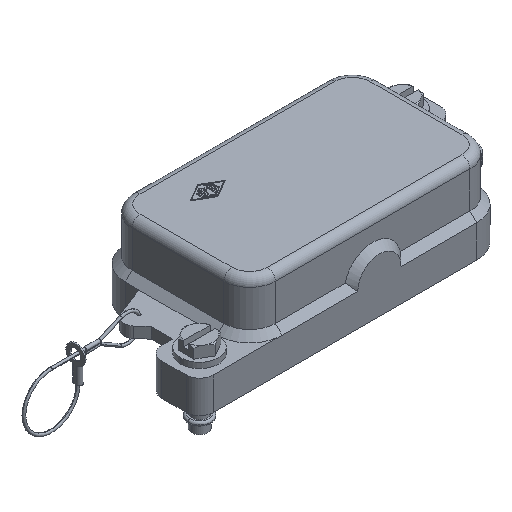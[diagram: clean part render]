
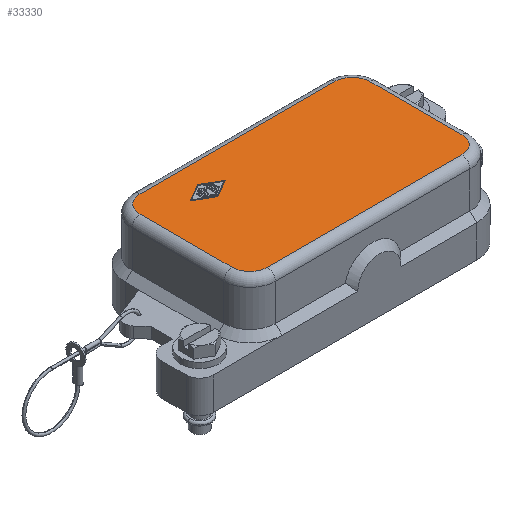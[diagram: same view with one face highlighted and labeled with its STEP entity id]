
A CAD part, isometric view. The second image highlights one B-rep face of the part: STEP entity #33330.
In plain terms, the highlighted planar face has unit normal (0, 0, 1).
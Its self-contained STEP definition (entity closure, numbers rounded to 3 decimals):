
#5680=CARTESIAN_POINT('',(30.,23.5,31.));
#5690=VERTEX_POINT('',#5680);
#5720=CARTESIAN_POINT('',(-42.,23.5,31.));
#5730=DIRECTION('',(1.,0.,0.));
#5740=VECTOR('',#5730,84.);
#5750=LINE('',#5720,#5740);
#5760=CARTESIAN_POINT('',(-42.,23.5,31.));
#5770=VERTEX_POINT('',#5760);
#5780=EDGE_CURVE('',#5770,#5690,#5750,.T.);
#6170=CARTESIAN_POINT('',(-48.5,17.,31.));
#6180=VERTEX_POINT('',#6170);
#6210=CARTESIAN_POINT('',(-48.5,-17.,31.));
#6220=DIRECTION('',(0.,1.,0.));
#6230=VECTOR('',#6220,34.);
#6240=LINE('',#6210,#6230);
#6250=CARTESIAN_POINT('',(-48.5,-17.,31.));
#6260=VERTEX_POINT('',#6250);
#6270=EDGE_CURVE('',#6260,#6180,#6240,.T.);
#11540=CARTESIAN_POINT('',(30.,-23.5,31.));
#11550=VERTEX_POINT('',#11540);
#11710=CARTESIAN_POINT('',(-42.,-23.5,31.));
#11720=VERTEX_POINT('',#11710);
#11750=CARTESIAN_POINT('',(42.,-23.5,31.));
#11760=DIRECTION('',(-1.,0.,0.));
#11770=VECTOR('',#11760,84.);
#11780=LINE('',#11750,#11770);
#11790=EDGE_CURVE('',#11550,#11720,#11780,.T.);
#28990=CARTESIAN_POINT('',(-42.,17.,31.));
#29000=DIRECTION('',(0.,0.,-1.));
#29010=DIRECTION('',(-0.707,0.707,
0.));
#29020=AXIS2_PLACEMENT_3D('',#28990,#29000,#29010);
#29030=CIRCLE('',#29020,6.5);
#29040=EDGE_CURVE('',#6180,#5770,#29030,.T.);
#31240=CARTESIAN_POINT('',(-42.,-17.,31.));
#31250=DIRECTION('',(0.,0.,-1.));
#31260=DIRECTION('',(-0.707,-0.707,
0.));
#31270=AXIS2_PLACEMENT_3D('',#31240,#31250,#31260);
#31280=CIRCLE('',#31270,6.5);
#31290=EDGE_CURVE('',#11720,#6260,#31280,.T.);
#32630=CARTESIAN_POINT('',(0.,0.,31.));
#32640=DIRECTION('',(0.,0.,1.));
#32650=DIRECTION('',(1.,0.,0.));
#32660=AXIS2_PLACEMENT_3D('',#32630,#32640,#32650);
#32670=PLANE('',#32660);
#32680=ORIENTED_EDGE('',*,*,#31290,.F.);
#32690=ORIENTED_EDGE('',*,*,#6270,.F.);
#32700=ORIENTED_EDGE('',*,*,#29040,.F.);
#32710=ORIENTED_EDGE('',*,*,#5780,.F.);
#32720=CARTESIAN_POINT('',(30.,17.,31.));
#32730=DIRECTION('',(0.,0.,-1.));
#32740=DIRECTION('',(0.707,0.707,
0.));
#32750=AXIS2_PLACEMENT_3D('',#32720,#32730,#32740);
#32760=CIRCLE('',#32750,6.5);
#32770=CARTESIAN_POINT('',(36.5,17.,31.));
#32780=VERTEX_POINT('',#32770);
#32790=EDGE_CURVE('',#5690,#32780,#32760,.T.);
#32800=ORIENTED_EDGE('',*,*,#32790,.F.);
#32810=CARTESIAN_POINT('',(36.5,17.,31.));
#32820=DIRECTION('',(0.,-1.,0.));
#32830=VECTOR('',#32820,34.);
#32840=LINE('',#32810,#32830);
#32850=CARTESIAN_POINT('',(36.5,-17.,31.));
#32860=VERTEX_POINT('',#32850);
#32870=EDGE_CURVE('',#32780,#32860,#32840,.T.);
#32880=ORIENTED_EDGE('',*,*,#32870,.F.);
#32890=CARTESIAN_POINT('',(30.,-17.,31.));
#32900=DIRECTION('',(0.,0.,-1.));
#32910=DIRECTION('',(0.707,-0.707,
0.));
#32920=AXIS2_PLACEMENT_3D('',#32890,#32900,#32910);
#32930=CIRCLE('',#32920,6.5);
#32940=EDGE_CURVE('',#32860,#11550,#32930,.T.);
#32950=ORIENTED_EDGE('',*,*,#32940,.F.);
#32960=ORIENTED_EDGE('',*,*,#11790,.F.);
#32970=EDGE_LOOP('',(#32960,#32950,#32880,#32800,#32710,#32700,#32690,
#32680));
#32980=FACE_OUTER_BOUND('',#32970,.T.);
#32990=CARTESIAN_POINT('',(-35.,12.,31.));
#33000=DIRECTION('',(0.866,0.5,0.));
#33010=VECTOR('',#33000,7.504);
#33020=LINE('',#32990,#33010);
#33030=CARTESIAN_POINT('',(-35.,12.,31.));
#33040=VERTEX_POINT('',#33030);
#33050=CARTESIAN_POINT('',(-28.5,15.749,31.));
#33060=VERTEX_POINT('',#33050);
#33070=EDGE_CURVE('',#33040,#33060,#33020,.T.);
#33080=ORIENTED_EDGE('',*,*,#33070,.T.);
#33090=CARTESIAN_POINT('',(-28.5,8.251,31.));
#33100=DIRECTION('',(-0.866,0.5,0.));
#33110=VECTOR('',#33100,7.504);
#33120=LINE('',#33090,#33110);
#33130=CARTESIAN_POINT('',(-28.5,8.251,31.));
#33140=VERTEX_POINT('',#33130);
#33150=EDGE_CURVE('',#33140,#33040,#33120,.T.);
#33160=ORIENTED_EDGE('',*,*,#33150,.T.);
#33170=CARTESIAN_POINT('',(-22.,12.,31.));
#33180=DIRECTION('',(-0.866,-0.5,0.));
#33190=VECTOR('',#33180,7.504);
#33200=LINE('',#33170,#33190);
#33210=CARTESIAN_POINT('',(-22.,12.,31.));
#33220=VERTEX_POINT('',#33210);
#33230=EDGE_CURVE('',#33220,#33140,#33200,.T.);
#33240=ORIENTED_EDGE('',*,*,#33230,.T.);
#33250=CARTESIAN_POINT('',(-28.5,15.749,31.));
#33260=DIRECTION('',(0.866,-0.5,0.));
#33270=VECTOR('',#33260,7.504);
#33280=LINE('',#33250,#33270);
#33290=EDGE_CURVE('',#33060,#33220,#33280,.T.);
#33300=ORIENTED_EDGE('',*,*,#33290,.T.);
#33310=EDGE_LOOP('',(#33300,#33240,#33160,#33080));
#33320=FACE_BOUND('',#33310,.T.);
#33330=ADVANCED_FACE('',(#32980,#33320),#32670,.T.);
